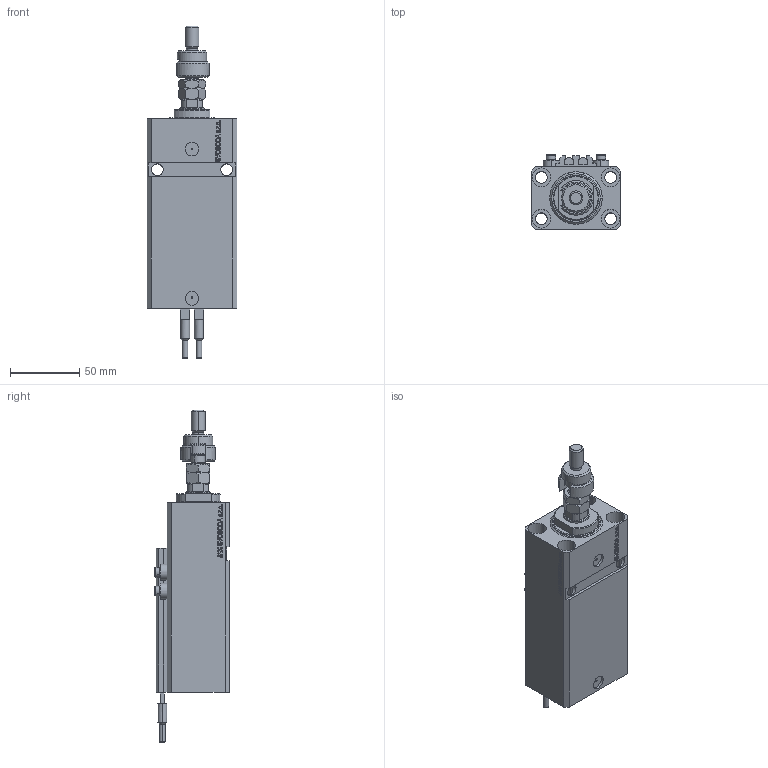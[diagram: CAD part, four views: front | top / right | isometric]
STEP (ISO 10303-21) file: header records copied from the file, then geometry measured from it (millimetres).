
FILE_DESCRIPTION (( 'STEP AP203' ), '1' );
FILE_NAME ('3f1f.STEP', '2022-04-09T14:21:49', ( '' ), ( '' ), 'SwSTEP 2.0', 'SolidWorks 2019', '' );
FILE_SCHEMA (( 'CONFIG_CONTROL_DESIGN' ));
Length unit declared in the file: millimetre
Products named in the file (9): V250CE_E_Body 35f2249e0aeb3e2c7187794048a5969d; 3f1f; SWITCH_V250CE 35f2249e0aeb3e2c7187794048a5969d; MFA 35f2249e0aeb3e2c7187794048a5969d; V250CE_C_VCP 35f2249e0aeb3e2c7187794048a5969d; V250CE_VC_E 35f2249e0aeb3e2c7187794048a5969d; FEMALE_PART_FOR_DFA 35f2249e0aeb3e2c7187794048a5969d; DFA 35f2249e0aeb3e2c7187794048a5969d; ALLEN BOLT V250CE 35f2249e0aeb3e2c7187794048a5969d
Assembly tree (12 placements, depth 3):
  3f1f
    V250CE_E_Body 35f2249e0aeb3e2c7187794048a5969d
    ALLEN BOLT V250CE 35f2249e0aeb3e2c7187794048a5969d  x4
    V250CE_C_VCP 35f2249e0aeb3e2c7187794048a5969d
    V250CE_VC_E 35f2249e0aeb3e2c7187794048a5969d
    DFA 35f2249e0aeb3e2c7187794048a5969d
      FEMALE_PART_FOR_DFA 35f2249e0aeb3e2c7187794048a5969d
      MFA 35f2249e0aeb3e2c7187794048a5969d
    SWITCH_V250CE 35f2249e0aeb3e2c7187794048a5969d  x2
Bounding box: 65 x 54 x 239.9 mm (x, y, z)
Volume: 369320.8 mm3; surface area: 102826.4 mm2
Topology: 12 solids, 12 shells, 1204 faces, 2963 edges, 1900 vertices
Faces by surface type: plane 571, bspline 360, cylinder 151, cone 100, torus 22
Entity records: 50821 total; most frequent: CARTESIAN_POINT 25855, ORIENTED_EDGE 5508, DIRECTION 3762, EDGE_CURVE 2754, VERTEX_POINT 1786, LINE 1608, VECTOR 1608, EDGE_LOOP 1240
